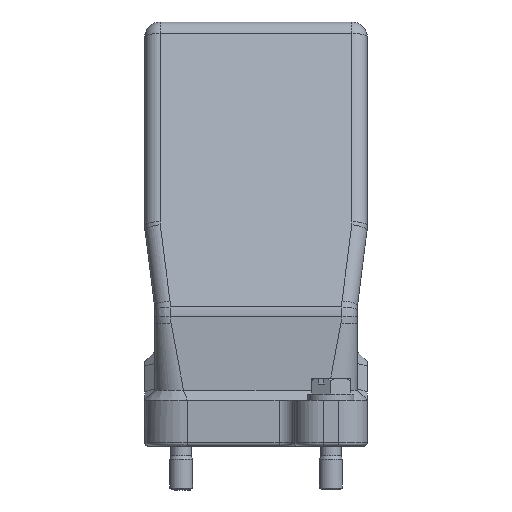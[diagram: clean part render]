
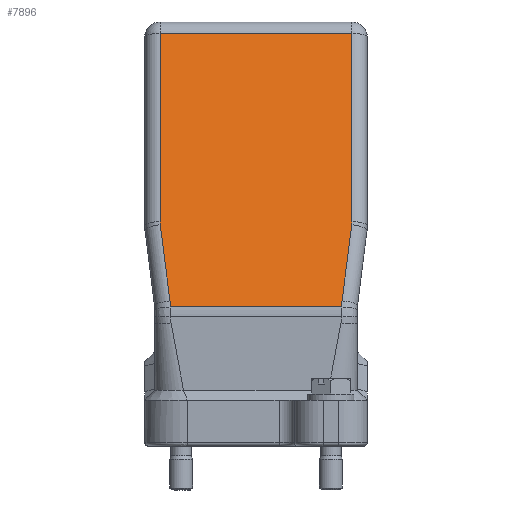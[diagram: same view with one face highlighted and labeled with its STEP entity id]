
A CAD part, left-side view. The second image highlights one B-rep face of the part: STEP entity #7896.
In plain terms, the highlighted planar face has unit normal (-0.966, 0, 0.259).
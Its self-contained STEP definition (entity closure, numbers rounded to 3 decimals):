
#6449=FACE_OUTER_BOUND('',#9566,.T.);
#7318=B_SPLINE_CURVE_WITH_KNOTS('',3,(#27576,#27577,#27578,#27579),
 .UNSPECIFIED.,.F.,.F.,(4,4),(0.,1.),.UNSPECIFIED.);
#7362=B_SPLINE_CURVE_WITH_KNOTS('',3,(#28477,#28478,#28479,#28480),
 .UNSPECIFIED.,.F.,.F.,(4,4),(0.,1.),.UNSPECIFIED.);
#7896=ADVANCED_FACE('',(#6449),#8640,.T.);
#8640=PLANE('',#20970);
#9566=EDGE_LOOP('',(#11311,#11312,#11313,#11314,#11315,#11316,#11317,#11318,
#11319,#11320));
#11311=ORIENTED_EDGE('',*,*,#16794,.T.);
#11312=ORIENTED_EDGE('',*,*,#16757,.T.);
#11313=ORIENTED_EDGE('',*,*,#16798,.T.);
#11314=ORIENTED_EDGE('',*,*,#16799,.T.);
#11315=ORIENTED_EDGE('',*,*,#16606,.T.);
#11316=ORIENTED_EDGE('',*,*,#16610,.F.);
#11317=ORIENTED_EDGE('',*,*,#16613,.F.);
#11318=ORIENTED_EDGE('',*,*,#16616,.F.);
#11319=ORIENTED_EDGE('',*,*,#16620,.T.);
#11320=ORIENTED_EDGE('',*,*,#16797,.T.);
#15102=VERTEX_POINT('',#27495);
#15104=VERTEX_POINT('',#27499);
#15105=VERTEX_POINT('',#27521);
#15107=VERTEX_POINT('',#27544);
#15108=VERTEX_POINT('',#27566);
#15110=VERTEX_POINT('',#27575);
#15191=VERTEX_POINT('',#28261);
#15193=VERTEX_POINT('',#28267);
#15211=VERTEX_POINT('',#28470);
#15212=VERTEX_POINT('',#28481);
#16606=EDGE_CURVE('',#15102,#15104,#18561,.T.);
#16610=EDGE_CURVE('',#15105,#15104,#18562,.T.);
#16613=EDGE_CURVE('',#15107,#15105,#18563,.T.);
#16616=EDGE_CURVE('',#15108,#15107,#18565,.T.);
#16620=EDGE_CURVE('',#15108,#15110,#7318,.T.);
#16757=EDGE_CURVE('',#15191,#15193,#18621,.T.);
#16794=EDGE_CURVE('',#15211,#15191,#18636,.T.);
#16797=EDGE_CURVE('',#15110,#15211,#18637,.T.);
#16798=EDGE_CURVE('',#15193,#15212,#7362,.T.);
#16799=EDGE_CURVE('',#15212,#15102,#18638,.T.);
#18561=LINE('',#27500,#19669);
#18562=LINE('',#27522,#19670);
#18563=LINE('',#27543,#19671);
#18565=LINE('',#27565,#19673);
#18621=LINE('',#28268,#19729);
#18636=LINE('',#28469,#19744);
#18637=LINE('',#28475,#19745);
#18638=LINE('',#28482,#19746);
#19669=VECTOR('',#22157,1.);
#19670=VECTOR('',#22166,1.);
#19671=VECTOR('',#22173,1.);
#19673=VECTOR('',#22177,1.);
#19729=VECTOR('',#22419,1.);
#19744=VECTOR('',#22490,1.);
#19745=VECTOR('',#22499,1.);
#19746=VECTOR('',#22502,1.);
#20970=AXIS2_PLACEMENT_3D('',#28483,#22503,#22504);
#22157=DIRECTION('',(-0.259,0.,-0.966));
#22166=DIRECTION('',(0.,1.,0.));
#22173=DIRECTION('',(-0.259,0.,-0.966));
#22177=DIRECTION('',(-0.257,0.123,-0.959));
#22419=DIRECTION('',(-0.259,0.,-0.966));
#22490=DIRECTION('',(0.,1.,0.));
#22499=DIRECTION('',(0.259,0.,0.966));
#22502=DIRECTION('',(-0.257,-0.123,-0.959));
#22503=DIRECTION('',(-0.966,0.,0.259));
#22504=DIRECTION('',(-0.259,0.,-0.966));
#27495=CARTESIAN_POINT('',(-74.252,22.4,37.79));
#27499=CARTESIAN_POINT('',(-74.659,22.4,36.272));
#27500=CARTESIAN_POINT('',(-74.252,22.4,37.79));
#27521=CARTESIAN_POINT('',(-74.659,-22.4,36.272));
#27522=CARTESIAN_POINT('',(-74.659,-22.4,36.272));
#27543=CARTESIAN_POINT('',(-74.252,-22.4,37.79));
#27544=CARTESIAN_POINT('',(-74.252,-22.4,37.79));
#27565=CARTESIAN_POINT('',(-68.915,-24.951,57.711));
#27566=CARTESIAN_POINT('',(-68.915,-24.951,57.711));
#27575=CARTESIAN_POINT('',(-68.71,-25.,58.473));
#27576=CARTESIAN_POINT('',(-68.915,-24.951,57.711));
#27577=CARTESIAN_POINT('',(-68.847,-24.984,57.964));
#27578=CARTESIAN_POINT('',(-68.779,-25.,58.218));
#27579=CARTESIAN_POINT('',(-68.71,-25.,58.473));
#28261=CARTESIAN_POINT('',(-55.564,25.,107.535));
#28267=CARTESIAN_POINT('',(-68.71,25.,58.473));
#28268=CARTESIAN_POINT('',(-55.564,25.,107.535));
#28469=CARTESIAN_POINT('',(-55.564,-25.,107.535));
#28470=CARTESIAN_POINT('',(-55.564,-25.,107.535));
#28475=CARTESIAN_POINT('',(-68.71,-25.,58.473));
#28477=CARTESIAN_POINT('',(-68.71,25.,58.473));
#28478=CARTESIAN_POINT('',(-68.779,25.,58.218));
#28479=CARTESIAN_POINT('',(-68.847,24.984,57.964));
#28480=CARTESIAN_POINT('',(-68.915,24.951,57.711));
#28481=CARTESIAN_POINT('',(-68.915,24.951,57.711));
#28482=CARTESIAN_POINT('',(-68.915,24.951,57.711));
#28483=CARTESIAN_POINT('',(-53.732,27.6,114.372));
